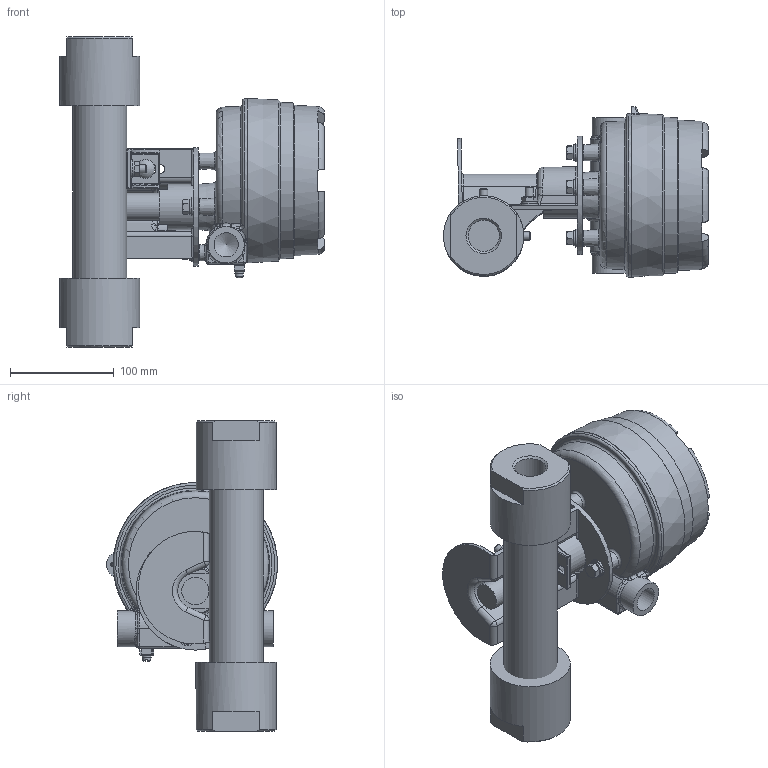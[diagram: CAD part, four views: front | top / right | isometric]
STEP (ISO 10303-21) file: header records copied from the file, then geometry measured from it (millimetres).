
FILE_DESCRIPTION(/* description */ (''),/* implementation_level */ '2;1');
FILE_NAME(/* name */ '',/* time_stamp */ '2015-06-25T11:26:42+02:00',/* author */ (''),/* organization */ (''),/* preprocessor_version */ 'ST-DEVELOPER v14',/* originating_system */ 'SIEMENS PLM Software NX 8.0',/* authorisation */ '');
FILE_SCHEMA (('CONFIG_CONTROL_DESIGN'));
Length unit declared in the file: millimetre
Products named in the file (1): 38xxg_sz10_1_nptf_2500lbs_x_p_stp
Bounding box: 255.79 x 164.91 x 300 mm (x, y, z)
Volume: 3503035.2 mm3; surface area: 357067.8 mm2
Topology: 40 solids, 40 shells, 791 faces, 1794 edges, 1063 vertices
Faces by surface type: plane 306, cylinder 200, bspline 107, cone 87, torus 48, sphere 43
Full cylindrical faces by diameter (mm): 2.184 x2, 2.705 x1, 3.302 x1, 4.775 x1, 5.08 x2, 6 x3, 6.477 x1, 6.858 x4, 6.909 x5, 6.96 x1, 7.137 x1, 7.671 x1, 7.717 x5, 7.9 x3, 8.731 x6, 8.738 x8, 17.475 x8, 23.419 x2, 26.34 x1, 30.145 x2, 34.341 x1, 34.925 x2, 43.815 x1, 48.5 x2, 52 x1, 77.5 x2, 114.3 x1, 143.586 x1, 145.999 x1, 148.59 x1
Entity records: 24264 total; most frequent: CARTESIAN_POINT 8396, DIRECTION 3185, ORIENTED_EDGE 3062, EDGE_CURVE 1531, AXIS2_PLACEMENT_3D 1338, EDGE_LOOP 1021, VERTEX_POINT 1012, ADVANCED_FACE 791
